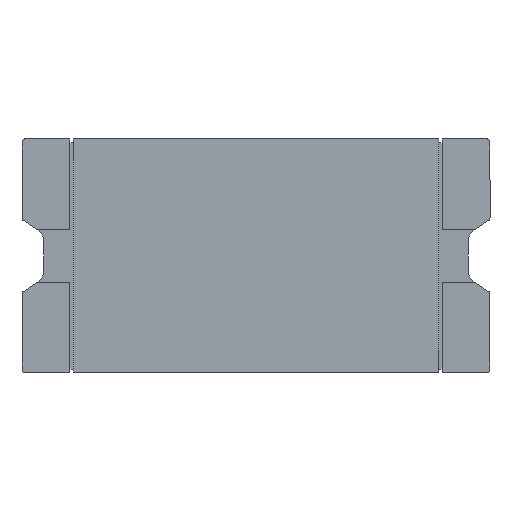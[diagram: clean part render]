
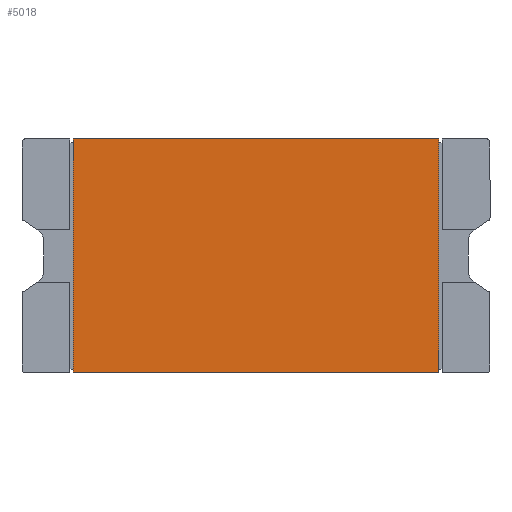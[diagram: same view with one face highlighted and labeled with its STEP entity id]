
A CAD part, front view. The second image highlights one B-rep face of the part: STEP entity #5018.
In plain terms, the highlighted planar face has unit normal (0, -1, 0).
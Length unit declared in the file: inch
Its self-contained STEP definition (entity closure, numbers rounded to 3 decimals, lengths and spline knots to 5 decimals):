
#284 = DIRECTION ( 'NONE',  ( 0., 0., 1. ) ) ;
#615 = VERTEX_POINT ( 'NONE', #4486 ) ;
#744 = DIRECTION ( 'NONE',  ( 0., 0., 1. ) ) ;
#1010 = VERTEX_POINT ( 'NONE', #1946 ) ;
#1197 = CARTESIAN_POINT ( 'NONE',  ( 0., 0., 0. ) ) ;
#1369 = CARTESIAN_POINT ( 'NONE',  ( 0.04921, 0., 0.0315 ) ) ;
#1554 = ORIENTED_EDGE ( 'NONE', *, *, #5032, .T. ) ;
#1666 = ORIENTED_EDGE ( 'NONE', *, *, #5005, .F. ) ;
#1750 = VERTEX_POINT ( 'NONE', #4657 ) ;
#1753 = DIRECTION ( 'NONE',  ( 1., 0., 0. ) ) ;
#1775 = AXIS2_PLACEMENT_3D ( 'NONE', #1197, #5181, #2261 ) ;
#1946 = CARTESIAN_POINT ( 'NONE',  ( 0.04921, 0., -0.0315 ) ) ;
#2049 = VERTEX_POINT ( 'NONE', #1369 ) ;
#2213 = PLANE ( 'NONE',  #1775 ) ;
#2261 = DIRECTION ( 'NONE',  ( 0., 0., -1. ) ) ;
#2539 = ORIENTED_EDGE ( 'NONE', *, *, #5025, .T. ) ;
#2780 = CARTESIAN_POINT ( 'NONE',  ( 0.04921, 0., 0.0305 ) ) ;
#2817 = VECTOR ( 'NONE', #1753, 39.37008 ) ;
#2854 = VECTOR ( 'NONE', #284, 39.37008 ) ;
#2859 = LINE ( 'NONE', #4285, #2817 ) ;
#2891 = LINE ( 'NONE', #5634, #2904 ) ;
#2896 = FACE_OUTER_BOUND ( 'NONE', #5906, .T. ) ;
#2899 = VECTOR ( 'NONE', #744, 39.37008 ) ;
#2904 = VECTOR ( 'NONE', #3762, 39.37008 ) ;
#2924 = LINE ( 'NONE', #2780, #2854 ) ;
#2936 = LINE ( 'NONE', #3247, #2899 ) ;
#3247 = CARTESIAN_POINT ( 'NONE',  ( -0.04921, 0., 0.0305 ) ) ;
#3762 = DIRECTION ( 'NONE',  ( -1., 0., 0. ) ) ;
#4285 = CARTESIAN_POINT ( 'NONE',  ( -0.06299, 0., -0.0315 ) ) ;
#4486 = CARTESIAN_POINT ( 'NONE',  ( -0.04921, 0., -0.0315 ) ) ;
#4657 = CARTESIAN_POINT ( 'NONE',  ( -0.04921, 0., 0.0315 ) ) ;
#5005 = EDGE_CURVE ( 'NONE', #615, #1750, #2936, .T. ) ;
#5018 = ADVANCED_FACE ( 'NONE', ( #2896 ), #2213, .T. ) ;
#5025 = EDGE_CURVE ( 'NONE', #2049, #1750, #2891, .T. ) ;
#5027 = EDGE_CURVE ( 'NONE', #1010, #2049, #2924, .T. ) ;
#5032 = EDGE_CURVE ( 'NONE', #615, #1010, #2859, .T. ) ;
#5181 = DIRECTION ( 'NONE',  ( 0., -1., 0. ) ) ;
#5634 = CARTESIAN_POINT ( 'NONE',  ( -0.06299, 0., 0.0315 ) ) ;
#5906 = EDGE_LOOP ( 'NONE', ( #1554, #6244, #2539, #1666 ) ) ;
#6244 = ORIENTED_EDGE ( 'NONE', *, *, #5027, .T. ) ;
